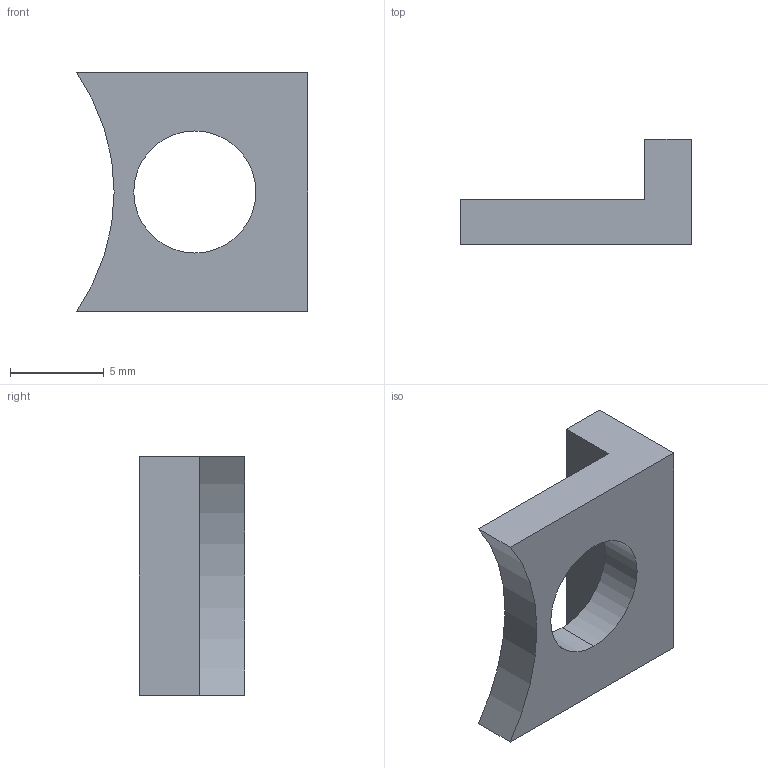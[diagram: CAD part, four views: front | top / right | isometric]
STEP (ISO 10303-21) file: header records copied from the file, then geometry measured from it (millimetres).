
FILE_DESCRIPTION (( 'STEP AP214' ), '1' );
FILE_NAME ('901YK-d6.5-L6.STEP', '2021-10-24T09:21:28', ( '' ), ( '' ), 'SwSTEP 2.0', 'SolidWorks 2016', '' );
FILE_SCHEMA (( 'AUTOMOTIVE_DESIGN' ));
Length unit declared in the file: millimetre
Products named in the file (2): 901YK-d6.5-L6
Bounding box: 12.3 x 5.6 x 12.7 mm (x, y, z)
Volume: 354.5 mm3; surface area: 483.6 mm2
Topology: 1 solids, 1 shells, 30 faces, 78 edges, 52 vertices
Faces by surface type: plane 17, cylinder 13
Entity records: 981 total; most frequent: DIRECTION 168, CARTESIAN_POINT 162, ORIENTED_EDGE 156, EDGE_CURVE 78, AXIS2_PLACEMENT_3D 58, VERTEX_POINT 52, LINE 52, VECTOR 52
